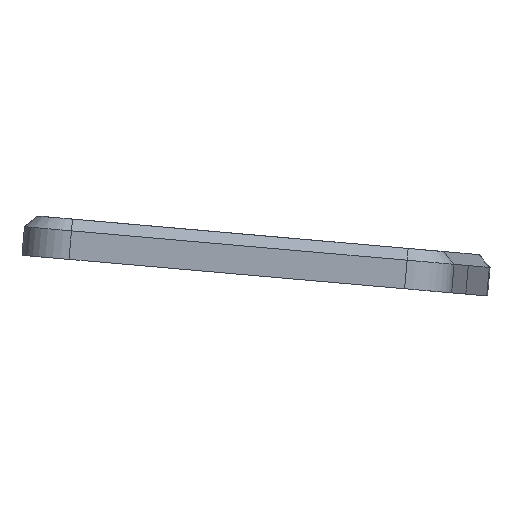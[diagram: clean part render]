
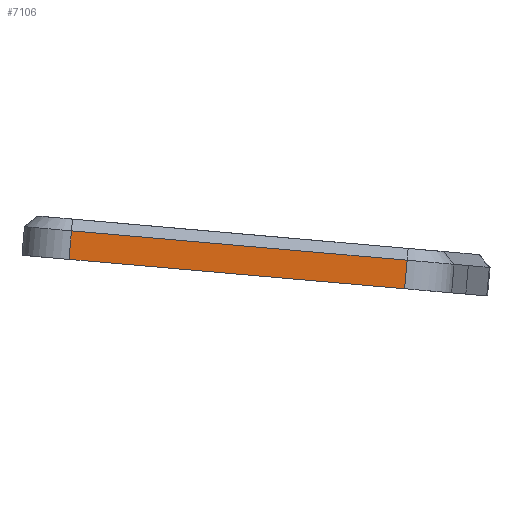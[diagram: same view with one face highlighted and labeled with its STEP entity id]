
A CAD part, left-side view. The second image highlights one B-rep face of the part: STEP entity #7106.
In plain terms, the highlighted planar face has unit normal (-1, 0, 0).
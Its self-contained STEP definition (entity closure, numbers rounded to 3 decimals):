
#963=FACE_OUTER_BOUND('',#1370,.T.);
#1370=EDGE_LOOP('',(#6530,#6531,#6532,#6533));
#1525=LINE('',#10657,#2198);
#1549=LINE('',#10722,#2222);
#2044=LINE('',#12122,#2717);
#2045=LINE('',#12124,#2718);
#2198=VECTOR('',#8501,10.);
#2222=VECTOR('',#8563,10.);
#2717=VECTOR('',#10004,10.);
#2718=VECTOR('',#10007,10.);
#2960=VERTEX_POINT('',#10654);
#2961=VERTEX_POINT('',#10656);
#2980=VERTEX_POINT('',#10712);
#2982=VERTEX_POINT('',#10718);
#3723=EDGE_CURVE('',#2960,#2961,#1525,.T.);
#3756=EDGE_CURVE('',#2980,#2982,#1549,.T.);
#4456=EDGE_CURVE('',#2960,#2982,#2044,.T.);
#4457=EDGE_CURVE('',#2961,#2980,#2045,.T.);
#6530=ORIENTED_EDGE('',*,*,#3756,.F.);
#6531=ORIENTED_EDGE('',*,*,#4457,.F.);
#6532=ORIENTED_EDGE('',*,*,#3723,.F.);
#6533=ORIENTED_EDGE('',*,*,#4456,.T.);
#6737=PLANE('',#7858);
#7106=ADVANCED_FACE('',(#963),#6737,.T.);
#7858=AXIS2_PLACEMENT_3D('',#12123,#10005,#10006);
#8501=DIRECTION('',(0.,0.996,0.087));
#8563=DIRECTION('',(0.,-0.996,-0.087));
#10004=DIRECTION('',(0.,-0.087,0.996));
#10005=DIRECTION('center_axis',(-1.,0.,0.));
#10006=DIRECTION('ref_axis',(0.,-0.996,-0.087));
#10007=DIRECTION('',(0.,-0.087,0.996));
#10654=CARTESIAN_POINT('',(-11.999,10.789,-9.476));
#10656=CARTESIAN_POINT('',(-11.999,110.433,-0.759));
#10657=CARTESIAN_POINT('',(-11.999,110.433,-0.759));
#10712=CARTESIAN_POINT('',(-11.999,109.692,7.709));
#10718=CARTESIAN_POINT('',(-11.999,10.048,-1.009));
#10722=CARTESIAN_POINT('',(-11.999,82.109,5.296));
#12122=CARTESIAN_POINT('',(-11.999,10.179,-2.503));
#12123=CARTESIAN_POINT('Origin',(-11.999,109.823,6.215));
#12124=CARTESIAN_POINT('',(-11.999,109.823,6.215));
